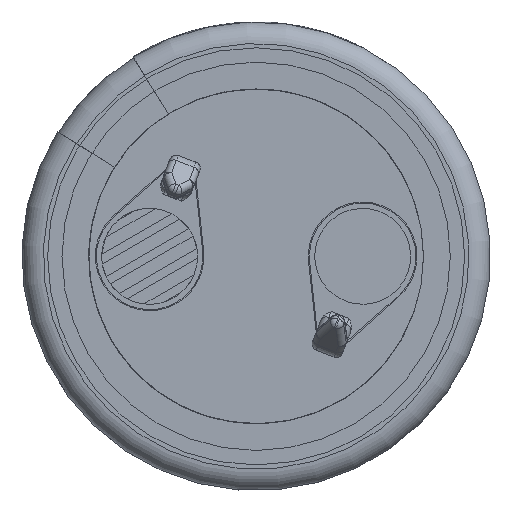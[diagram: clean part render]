
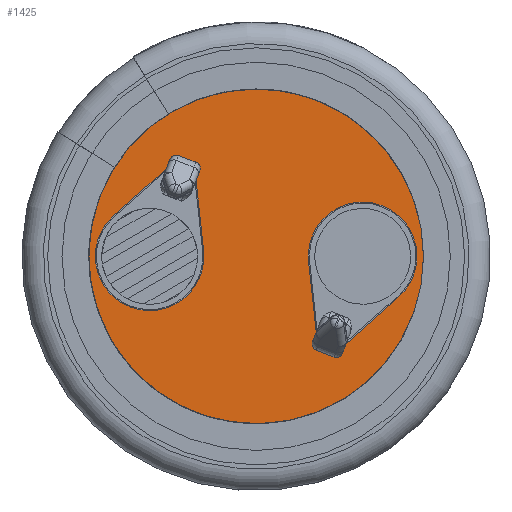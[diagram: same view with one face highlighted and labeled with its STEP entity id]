
A CAD part, front view. The second image highlights one B-rep face of the part: STEP entity #1425.
In plain terms, the highlighted planar face has unit normal (0, -1, 0).
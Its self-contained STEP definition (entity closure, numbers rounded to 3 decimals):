
#1425 = ADVANCED_FACE( '', ( #3094, #3095, #3096 ), #3097, .T. );
#3094 = FACE_OUTER_BOUND( '', #6270, .T. );
#3095 = FACE_BOUND( '', #6271, .T. );
#3096 = FACE_BOUND( '', #6272, .T. );
#3097 = PLANE( '', #6273 );
#6270 = EDGE_LOOP( '', ( #10874 ) );
#6271 = EDGE_LOOP( '', ( #10875, #10876, #10877, #10878 ) );
#6272 = EDGE_LOOP( '', ( #10879, #10880, #10881, #10882 ) );
#6273 = AXIS2_PLACEMENT_3D( '', #10883, #10884, #10885 );
#10874 = ORIENTED_EDGE( '', *, *, #14364, .T. );
#10875 = ORIENTED_EDGE( '', *, *, #13493, .F. );
#10876 = ORIENTED_EDGE( '', *, *, #14005, .F. );
#10877 = ORIENTED_EDGE( '', *, *, #13418, .F. );
#10878 = ORIENTED_EDGE( '', *, *, #14247, .F. );
#10879 = ORIENTED_EDGE( '', *, *, #14014, .T. );
#10880 = ORIENTED_EDGE( '', *, *, #13626, .T. );
#10881 = ORIENTED_EDGE( '', *, *, #13714, .T. );
#10882 = ORIENTED_EDGE( '', *, *, #13689, .T. );
#10883 = CARTESIAN_POINT( '', ( 0., 0., 0. ) );
#10884 = DIRECTION( '', ( 0., -1., 0. ) );
#10885 = DIRECTION( '', ( 0., 0., -1. ) );
#13418 = EDGE_CURVE( '', #15959, #15960, #15961, .T. );
#13493 = EDGE_CURVE( '', #16079, #16080, #16081, .T. );
#13626 = EDGE_CURVE( '', #16284, #16285, #16286, .T. );
#13689 = EDGE_CURVE( '', #16382, #16383, #16384, .T. );
#13714 = EDGE_CURVE( '', #16285, #16382, #16421, .T. );
#14005 = EDGE_CURVE( '', #15960, #16079, #16845, .T. );
#14014 = EDGE_CURVE( '', #16383, #16284, #16856, .T. );
#14247 = EDGE_CURVE( '', #16080, #15959, #17171, .T. );
#14364 = EDGE_CURVE( '', #17322, #17322, #17323, .T. );
#15959 = VERTEX_POINT( '', #20374 );
#15960 = VERTEX_POINT( '', #20375 );
#15961 = LINE( '', #20376, #20377 );
#16079 = VERTEX_POINT( '', #20654 );
#16080 = VERTEX_POINT( '', #20655 );
#16081 = LINE( '', #20656, #20657 );
#16284 = VERTEX_POINT( '', #21123 );
#16285 = VERTEX_POINT( '', #21124 );
#16286 = LINE( '', #21125, #21126 );
#16382 = VERTEX_POINT( '', #21315 );
#16383 = VERTEX_POINT( '', #21316 );
#16384 = CIRCLE( '', #21317, 2.55 );
#16421 = LINE( '', #21408, #21409 );
#16845 = LINE( '', #22307, #22308 );
#16856 = LINE( '', #22323, #22324 );
#17171 = CIRCLE( '', #22934, 2.55 );
#17322 = VERTEX_POINT( '', #23289 );
#17323 = CIRCLE( '', #23290, 9.114 );
#20374 = CARTESIAN_POINT( '', ( -2.465, 0., 0.274 ) );
#20375 = CARTESIAN_POINT( '', ( -2.814, 0., 3.497 ) );
#20376 = CARTESIAN_POINT( '', ( -2.465, 0., 0.274 ) );
#20377 = VECTOR( '', #24843, 1000. );
#20654 = CARTESIAN_POINT( '', ( -4.27, 0., 4.059 ) );
#20655 = CARTESIAN_POINT( '', ( -6.694, 0., 1.906 ) );
#20656 = CARTESIAN_POINT( '', ( -4.27, 0., 4.059 ) );
#20657 = VECTOR( '', #24878, 1000. );
#21123 = CARTESIAN_POINT( '', ( 4.27, 0., -4.059 ) );
#21124 = CARTESIAN_POINT( '', ( 2.814, 0., -3.497 ) );
#21125 = CARTESIAN_POINT( '', ( 4.27, 0., -4.059 ) );
#21126 = VECTOR( '', #24947, 1000. );
#21315 = CARTESIAN_POINT( '', ( 2.465, 0., -0.274 ) );
#21316 = CARTESIAN_POINT( '', ( 6.694, 0., -1.906 ) );
#21317 = AXIS2_PLACEMENT_3D( '', #24962, #24963, #24964 );
#21408 = CARTESIAN_POINT( '', ( 2.814, 0., -3.497 ) );
#21409 = VECTOR( '', #24973, 1000. );
#22307 = CARTESIAN_POINT( '', ( -2.814, 0., 3.497 ) );
#22308 = VECTOR( '', #25124, 1000. );
#22323 = CARTESIAN_POINT( '', ( 6.694, 0., -1.906 ) );
#22324 = VECTOR( '', #25135, 1000. );
#22934 = AXIS2_PLACEMENT_3D( '', #25260, #25261, #25262 );
#23289 = CARTESIAN_POINT( '', ( 0., 0., -9.114 ) );
#23290 = AXIS2_PLACEMENT_3D( '', #25297, #25298, #25299 );
#24843 = DIRECTION( '', ( -0.108, 0., 0.994 ) );
#24878 = DIRECTION( '', ( -0.748, 0., -0.664 ) );
#24947 = DIRECTION( '', ( -0.933, 0., 0.36 ) );
#24962 = CARTESIAN_POINT( '', ( 5., 0., 0. ) );
#24963 = DIRECTION( '', ( 0., 1., 0. ) );
#24964 = DIRECTION( '', ( 0., 0., -1. ) );
#24973 = DIRECTION( '', ( -0.108, 0., 0.994 ) );
#25124 = DIRECTION( '', ( -0.933, 0., 0.36 ) );
#25135 = DIRECTION( '', ( -0.748, 0., -0.664 ) );
#25260 = CARTESIAN_POINT( '', ( -5., 0., 0. ) );
#25261 = DIRECTION( '', ( 0., -1., 0. ) );
#25262 = DIRECTION( '', ( 0., 0., 1. ) );
#25297 = CARTESIAN_POINT( '', ( 0., 0., 0. ) );
#25298 = DIRECTION( '', ( 0., -1., 0. ) );
#25299 = DIRECTION( '', ( 0., 0., -1. ) );
